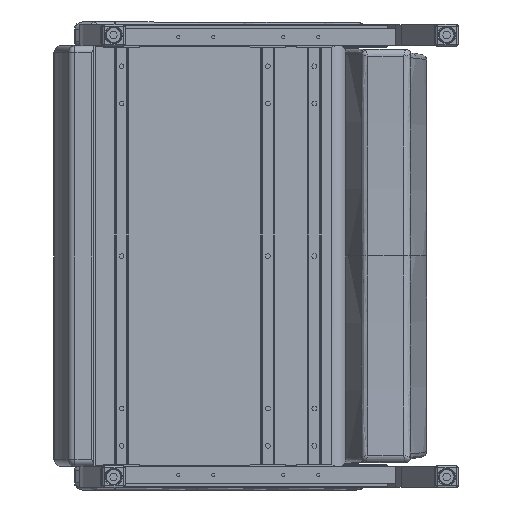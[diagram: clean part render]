
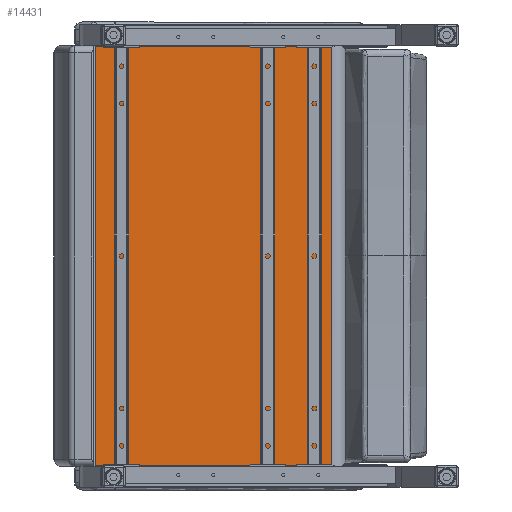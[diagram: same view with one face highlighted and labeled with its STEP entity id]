
A CAD part, front view. The second image highlights one B-rep face of the part: STEP entity #14431.
In plain terms, the highlighted planar face has unit normal (0, -1, 0).
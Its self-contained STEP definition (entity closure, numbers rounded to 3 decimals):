
#725=PLANE('',#15758);
#1766=FACE_OUTER_BOUND('',#2867,.T.);
#2867=EDGE_LOOP('',(#10187,#10188,#10189,#10190));
#4695=LINE('',#23151,#5387);
#4711=LINE('',#23285,#5403);
#4717=LINE('',#23372,#5409);
#4718=LINE('',#23374,#5410);
#5387=VECTOR('',#17897,0.394);
#5403=VECTOR('',#17973,0.394);
#5409=VECTOR('',#18035,0.394);
#5410=VECTOR('',#18038,0.394);
#6210=VERTEX_POINT('',#23139);
#6211=VERTEX_POINT('',#23150);
#6235=VERTEX_POINT('',#23273);
#6236=VERTEX_POINT('',#23284);
#7567=EDGE_CURVE('',#6210,#6211,#4695,.T.);
#7606=EDGE_CURVE('',#6235,#6236,#4711,.T.);
#7631=EDGE_CURVE('',#6235,#6211,#4717,.T.);
#7632=EDGE_CURVE('',#6236,#6210,#4718,.T.);
#10187=ORIENTED_EDGE('',*,*,#7567,.F.);
#10188=ORIENTED_EDGE('',*,*,#7632,.F.);
#10189=ORIENTED_EDGE('',*,*,#7606,.F.);
#10190=ORIENTED_EDGE('',*,*,#7631,.T.);
#14431=ADVANCED_FACE('',(#1766),#725,.T.);
#15758=AXIS2_PLACEMENT_3D('',#23373,#18036,#18037);
#17897=DIRECTION('',(1.,0.,0.));
#17973=DIRECTION('',(-1.,0.,0.));
#18035=DIRECTION('',(0.,0.,1.));
#18036=DIRECTION('center_axis',(0.,-1.,0.));
#18037=DIRECTION('ref_axis',(1.,0.,0.));
#18038=DIRECTION('',(0.,0.,1.));
#23139=CARTESIAN_POINT('',(-12.083,0.797,29.966));
#23150=CARTESIAN_POINT('',(4.791,0.797,29.966));
#23151=CARTESIAN_POINT('',(-9.146,0.797,29.966));
#23273=CARTESIAN_POINT('',(4.791,0.797,0.034));
#23284=CARTESIAN_POINT('',(-12.083,0.797,0.034));
#23285=CARTESIAN_POINT('',(-9.146,0.797,0.034));
#23372=CARTESIAN_POINT('',(4.791,0.797,0.));
#23373=CARTESIAN_POINT('Origin',(-12.083,0.797,0.));
#23374=CARTESIAN_POINT('',(-12.083,0.797,0.));
